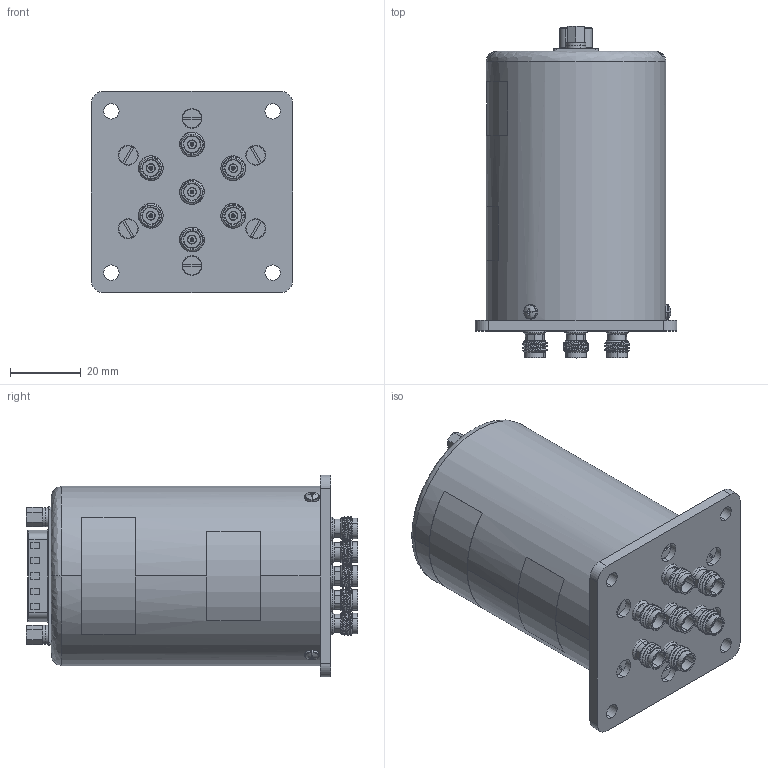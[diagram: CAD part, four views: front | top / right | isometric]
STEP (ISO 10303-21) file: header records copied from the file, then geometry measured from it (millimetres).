
FILE_DESCRIPTION (( 'STEP AP214' ), '1' );
FILE_NAME ('FMSW8019_3D.step', '2023-05-03T22:09:19', ( '' ), ( '' ), 'SwSTEP 2.0', 'SolidWorks 2022', '' );
FILE_SCHEMA (( 'AUTOMOTIVE_DESIGN' ));
Length unit declared in the file: inch
Products named in the file (9): Copy of R16L21001_defeature^Copy of R16L20_6T_FMSW8019; Copy of A16L24Y01-CST^Copy of R16L20_6T_FMSW8019; Copy of 15P mela-D-SUB CUP 172E-015-103^FMSW8019; Copy of R16L20_6T^FMSW8019; Copy of A12066001-e360^FMSW8019; FMSW8019_3D; Copy of 50GCONN_2^Copy of R16L20_6T_FMSW8019; Copy of A12075Y04_-203^FMSW8019; Copy of R16L61002_-001^FMSW8019
Assembly tree (24 placements, depth 3):
  FMSW8019_3D
    Copy of R16L20_6T^FMSW8019
      Copy of R16L21001_defeature^Copy of R16L20_6T_FMSW8019
      Copy of 50GCONN_2^Copy of R16L20_6T_FMSW8019  x7
      Copy of A16L24Y01-CST^Copy of R16L20_6T_FMSW8019  x8
    Copy of A12075Y04_-203^FMSW8019  x3
    Copy of R16L61002_-001^FMSW8019
    Copy of 15P mela-D-SUB CUP 172E-015-103^FMSW8019
    Copy of A12066001-e360^FMSW8019  x2
Bounding box: 57.15 x 94.01 x 57.15 mm (x, y, z)
Volume: 48323.4 mm3; surface area: 48727.4 mm2
Topology: 48 solids, 55 shells, 1715 faces, 3955 edges, 2481 vertices
Faces by surface type: plane 623, cylinder 617, bspline 262, cone 213
Entity records: 31596 total; most frequent: CARTESIAN_POINT 12089, ORIENTED_EDGE 4066, DIRECTION 3694, EDGE_CURVE 2033, AXIS2_PLACEMENT_3D 1358, VERTEX_POINT 1294, EDGE_LOOP 985, LINE 978
